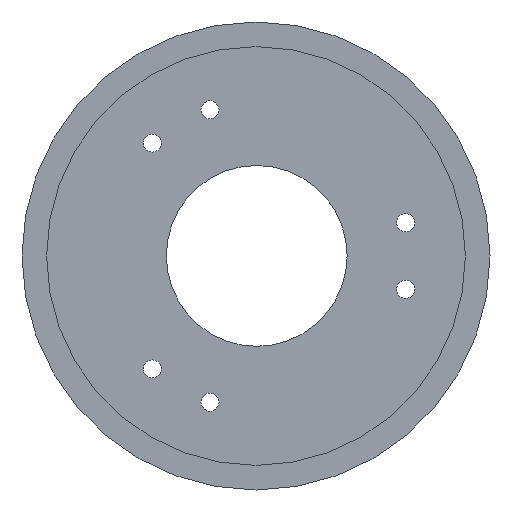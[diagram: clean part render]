
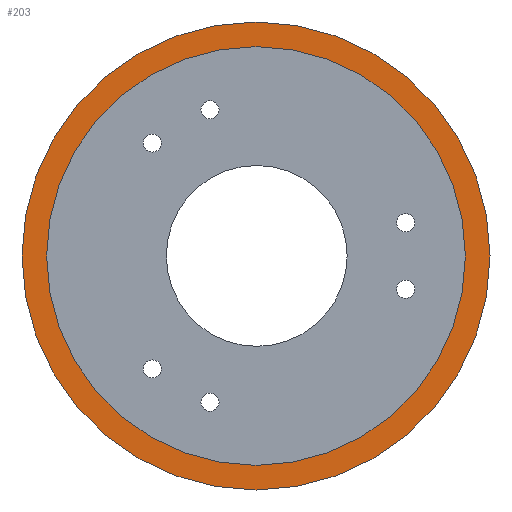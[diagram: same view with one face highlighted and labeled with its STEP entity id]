
A CAD part, left-side view. The second image highlights one B-rep face of the part: STEP entity #203.
In plain terms, the highlighted planar face has unit normal (-1, 0, 0).
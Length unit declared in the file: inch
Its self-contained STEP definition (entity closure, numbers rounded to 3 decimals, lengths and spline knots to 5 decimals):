
#11 = CIRCLE ( 'NONE', #429, 1.76 ) ;
#30 = CIRCLE ( 'NONE', #123, 1.5748 ) ;
#39 = VERTEX_POINT ( 'NONE', #636 ) ;
#50 = FACE_BOUND ( 'NONE', #387, .T. ) ;
#56 = EDGE_CURVE ( 'NONE', #295, #84, #11, .T. ) ;
#59 = DIRECTION ( 'NONE',  ( 0., 0., -1. ) ) ;
#84 = VERTEX_POINT ( 'NONE', #289 ) ;
#90 = AXIS2_PLACEMENT_3D ( 'NONE', #570, #245, #460 ) ;
#108 = EDGE_CURVE ( 'NONE', #84, #295, #478, .T. ) ;
#113 = FACE_OUTER_BOUND ( 'NONE', #600, .T. ) ;
#121 = DIRECTION ( 'NONE',  ( 0., 0., -1. ) ) ;
#123 = AXIS2_PLACEMENT_3D ( 'NONE', #221, #729, #121 ) ;
#185 = CARTESIAN_POINT ( 'NONE',  ( -21.82703, 7.85037, 0. ) ) ;
#186 = AXIS2_PLACEMENT_3D ( 'NONE', #185, #689, #529 ) ;
#203 = ADVANCED_FACE ( 'NONE', ( #50, #113 ), #241, .F. ) ;
#221 = CARTESIAN_POINT ( 'NONE',  ( -21.82703, 7.85037, 0. ) ) ;
#241 = PLANE ( 'NONE',  #90 ) ;
#244 = VERTEX_POINT ( 'NONE', #398 ) ;
#245 = DIRECTION ( 'NONE',  ( 1., 0., 0. ) ) ;
#289 = CARTESIAN_POINT ( 'NONE',  ( -21.82703, 7.85037, -1.76 ) ) ;
#295 = VERTEX_POINT ( 'NONE', #485 ) ;
#298 = DIRECTION ( 'NONE',  ( 1., 0., 0. ) ) ;
#358 = EDGE_CURVE ( 'NONE', #39, #244, #576, .T. ) ;
#365 = DIRECTION ( 'NONE',  ( 0., 0., -1. ) ) ;
#387 = EDGE_LOOP ( 'NONE', ( #422, #721 ) ) ;
#398 = CARTESIAN_POINT ( 'NONE',  ( -21.82703, 7.85037, 1.5748 ) ) ;
#415 = CARTESIAN_POINT ( 'NONE',  ( -21.82703, 7.85037, 0. ) ) ;
#422 = ORIENTED_EDGE ( 'NONE', *, *, #358, .T. ) ;
#424 = EDGE_CURVE ( 'NONE', #244, #39, #30, .T. ) ;
#429 = AXIS2_PLACEMENT_3D ( 'NONE', #415, #298, #59 ) ;
#460 = DIRECTION ( 'NONE',  ( 0., 0., -1. ) ) ;
#478 = CIRCLE ( 'NONE', #186, 1.76 ) ;
#482 = CARTESIAN_POINT ( 'NONE',  ( -21.82703, 7.85037, 0. ) ) ;
#485 = CARTESIAN_POINT ( 'NONE',  ( -21.82703, 7.85037, 1.76 ) ) ;
#529 = DIRECTION ( 'NONE',  ( 0., 0., -1. ) ) ;
#570 = CARTESIAN_POINT ( 'NONE',  ( -21.82703, 7.85037, 0. ) ) ;
#576 = CIRCLE ( 'NONE', #671, 1.5748 ) ;
#600 = EDGE_LOOP ( 'NONE', ( #659, #667 ) ) ;
#636 = CARTESIAN_POINT ( 'NONE',  ( -21.82703, 7.85037, -1.5748 ) ) ;
#659 = ORIENTED_EDGE ( 'NONE', *, *, #56, .F. ) ;
#667 = ORIENTED_EDGE ( 'NONE', *, *, #108, .F. ) ;
#671 = AXIS2_PLACEMENT_3D ( 'NONE', #482, #704, #365 ) ;
#689 = DIRECTION ( 'NONE',  ( 1., 0., 0. ) ) ;
#704 = DIRECTION ( 'NONE',  ( 1., 0., 0. ) ) ;
#721 = ORIENTED_EDGE ( 'NONE', *, *, #424, .T. ) ;
#729 = DIRECTION ( 'NONE',  ( 1., 0., 0. ) ) ;
